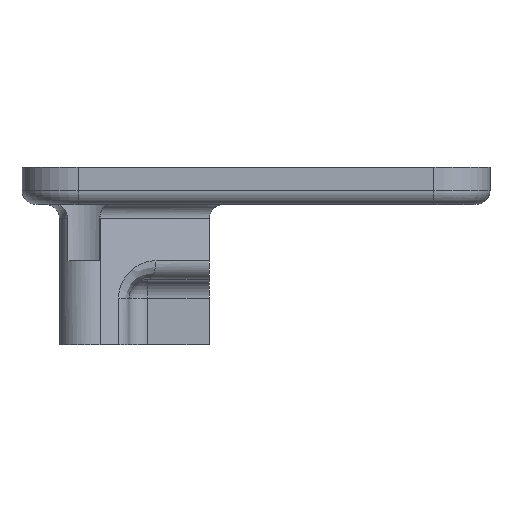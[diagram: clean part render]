
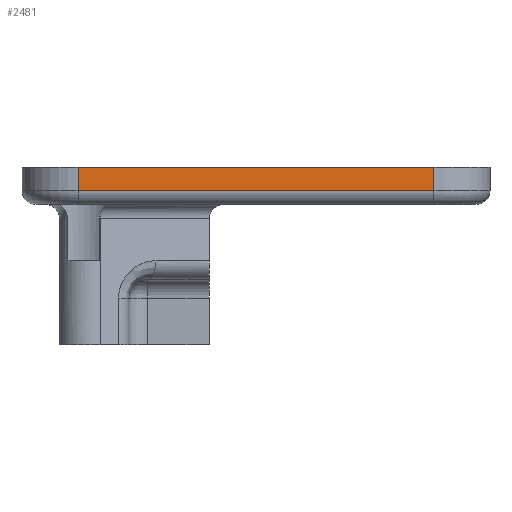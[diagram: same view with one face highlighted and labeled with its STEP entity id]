
A CAD part, left-side view. The second image highlights one B-rep face of the part: STEP entity #2481.
In plain terms, the highlighted planar face has unit normal (-1, 0, 0).
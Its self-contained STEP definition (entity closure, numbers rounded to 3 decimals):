
#105 = CYLINDRICAL_SURFACE('',#106,1.5);
#106 = AXIS2_PLACEMENT_3D('',#107,#108,#109);
#107 = CARTESIAN_POINT('',(-23.5,-19.,1.5));
#108 = DIRECTION('',(0.,1.,0.));
#109 = DIRECTION('',(0.,0.,-1.));
#796 = VERTEX_POINT('',#797);
#797 = CARTESIAN_POINT('',(-25.,19.,1.5));
#836 = CYLINDRICAL_SURFACE('',#837,6.);
#837 = AXIS2_PLACEMENT_3D('',#838,#839,#840);
#838 = CARTESIAN_POINT('',(-19.,19.,0.));
#839 = DIRECTION('',(0.,0.,1.));
#840 = DIRECTION('',(0.,1.,0.));
#908 = VERTEX_POINT('',#909);
#909 = CARTESIAN_POINT('',(-25.,-19.,1.5));
#931 = EDGE_CURVE('',#908,#796,#932,.T.);
#932 = SURFACE_CURVE('',#933,(#937,#944),.PCURVE_S1.);
#933 = LINE('',#934,#935);
#934 = CARTESIAN_POINT('',(-25.,-19.,1.5));
#935 = VECTOR('',#936,1.);
#936 = DIRECTION('',(0.,1.,0.));
#937 = PCURVE('',#105,#938);
#938 = DEFINITIONAL_REPRESENTATION('',(#939),#943);
#939 = LINE('',#940,#941);
#940 = CARTESIAN_POINT('',(1.571,0.));
#941 = VECTOR('',#942,1.);
#942 = DIRECTION('',(0.,1.));
#943 = ( GEOMETRIC_REPRESENTATION_CONTEXT(2) 
PARAMETRIC_REPRESENTATION_CONTEXT() REPRESENTATION_CONTEXT('2D SPACE',''
  ) );
#944 = PCURVE('',#945,#950);
#945 = PLANE('',#946);
#946 = AXIS2_PLACEMENT_3D('',#947,#948,#949);
#947 = CARTESIAN_POINT('',(-25.,-25.,0.));
#948 = DIRECTION('',(-1.,0.,0.));
#949 = DIRECTION('',(0.,1.,0.));
#950 = DEFINITIONAL_REPRESENTATION('',(#951),#955);
#951 = LINE('',#952,#953);
#952 = CARTESIAN_POINT('',(6.,-1.5));
#953 = VECTOR('',#954,1.);
#954 = DIRECTION('',(1.,0.));
#955 = ( GEOMETRIC_REPRESENTATION_CONTEXT(2) 
PARAMETRIC_REPRESENTATION_CONTEXT() REPRESENTATION_CONTEXT('2D SPACE',''
  ) );
#1058 = CYLINDRICAL_SURFACE('',#1059,6.);
#1059 = AXIS2_PLACEMENT_3D('',#1060,#1061,#1062);
#1060 = CARTESIAN_POINT('',(-19.,-19.,0.));
#1061 = DIRECTION('',(0.,0.,1.));
#1062 = DIRECTION('',(-1.,0.,0.));
#2344 = PLANE('',#2345);
#2345 = AXIS2_PLACEMENT_3D('',#2346,#2347,#2348);
#2346 = CARTESIAN_POINT('',(0.,1.302,4.));
#2347 = DIRECTION('',(0.,0.,1.));
#2348 = DIRECTION('',(1.,0.,0.));
#2383 = EDGE_CURVE('',#796,#2384,#2386,.T.);
#2384 = VERTEX_POINT('',#2385);
#2385 = CARTESIAN_POINT('',(-25.,19.,4.));
#2386 = SURFACE_CURVE('',#2387,(#2391,#2398),.PCURVE_S1.);
#2387 = LINE('',#2388,#2389);
#2388 = CARTESIAN_POINT('',(-25.,19.,0.));
#2389 = VECTOR('',#2390,1.);
#2390 = DIRECTION('',(0.,0.,1.));
#2391 = PCURVE('',#836,#2392);
#2392 = DEFINITIONAL_REPRESENTATION('',(#2393),#2397);
#2393 = LINE('',#2394,#2395);
#2394 = CARTESIAN_POINT('',(1.571,0.));
#2395 = VECTOR('',#2396,1.);
#2396 = DIRECTION('',(0.,1.));
#2397 = ( GEOMETRIC_REPRESENTATION_CONTEXT(2) 
PARAMETRIC_REPRESENTATION_CONTEXT() REPRESENTATION_CONTEXT('2D SPACE',''
  ) );
#2398 = PCURVE('',#945,#2399);
#2399 = DEFINITIONAL_REPRESENTATION('',(#2400),#2404);
#2400 = LINE('',#2401,#2402);
#2401 = CARTESIAN_POINT('',(44.,0.));
#2402 = VECTOR('',#2403,1.);
#2403 = DIRECTION('',(0.,-1.));
#2404 = ( GEOMETRIC_REPRESENTATION_CONTEXT(2) 
PARAMETRIC_REPRESENTATION_CONTEXT() REPRESENTATION_CONTEXT('2D SPACE',''
  ) );
#2481 = ADVANCED_FACE('',(#2482),#945,.T.);
#2482 = FACE_BOUND('',#2483,.T.);
#2483 = EDGE_LOOP('',(#2484,#2507,#2528,#2529));
#2484 = ORIENTED_EDGE('',*,*,#2485,.T.);
#2485 = EDGE_CURVE('',#908,#2486,#2488,.T.);
#2486 = VERTEX_POINT('',#2487);
#2487 = CARTESIAN_POINT('',(-25.,-19.,4.));
#2488 = SURFACE_CURVE('',#2489,(#2493,#2500),.PCURVE_S1.);
#2489 = LINE('',#2490,#2491);
#2490 = CARTESIAN_POINT('',(-25.,-19.,0.));
#2491 = VECTOR('',#2492,1.);
#2492 = DIRECTION('',(0.,0.,1.));
#2493 = PCURVE('',#945,#2494);
#2494 = DEFINITIONAL_REPRESENTATION('',(#2495),#2499);
#2495 = LINE('',#2496,#2497);
#2496 = CARTESIAN_POINT('',(6.,0.));
#2497 = VECTOR('',#2498,1.);
#2498 = DIRECTION('',(0.,-1.));
#2499 = ( GEOMETRIC_REPRESENTATION_CONTEXT(2) 
PARAMETRIC_REPRESENTATION_CONTEXT() REPRESENTATION_CONTEXT('2D SPACE',''
  ) );
#2500 = PCURVE('',#1058,#2501);
#2501 = DEFINITIONAL_REPRESENTATION('',(#2502),#2506);
#2502 = LINE('',#2503,#2504);
#2503 = CARTESIAN_POINT('',(0.,0.));
#2504 = VECTOR('',#2505,1.);
#2505 = DIRECTION('',(0.,1.));
#2506 = ( GEOMETRIC_REPRESENTATION_CONTEXT(2) 
PARAMETRIC_REPRESENTATION_CONTEXT() REPRESENTATION_CONTEXT('2D SPACE',''
  ) );
#2507 = ORIENTED_EDGE('',*,*,#2508,.T.);
#2508 = EDGE_CURVE('',#2486,#2384,#2509,.T.);
#2509 = SURFACE_CURVE('',#2510,(#2514,#2521),.PCURVE_S1.);
#2510 = LINE('',#2511,#2512);
#2511 = CARTESIAN_POINT('',(-25.,-25.,4.));
#2512 = VECTOR('',#2513,1.);
#2513 = DIRECTION('',(0.,1.,0.));
#2514 = PCURVE('',#945,#2515);
#2515 = DEFINITIONAL_REPRESENTATION('',(#2516),#2520);
#2516 = LINE('',#2517,#2518);
#2517 = CARTESIAN_POINT('',(0.,-4.));
#2518 = VECTOR('',#2519,1.);
#2519 = DIRECTION('',(1.,0.));
#2520 = ( GEOMETRIC_REPRESENTATION_CONTEXT(2) 
PARAMETRIC_REPRESENTATION_CONTEXT() REPRESENTATION_CONTEXT('2D SPACE',''
  ) );
#2521 = PCURVE('',#2344,#2522);
#2522 = DEFINITIONAL_REPRESENTATION('',(#2523),#2527);
#2523 = LINE('',#2524,#2525);
#2524 = CARTESIAN_POINT('',(-25.,-26.302));
#2525 = VECTOR('',#2526,1.);
#2526 = DIRECTION('',(0.,1.));
#2527 = ( GEOMETRIC_REPRESENTATION_CONTEXT(2) 
PARAMETRIC_REPRESENTATION_CONTEXT() REPRESENTATION_CONTEXT('2D SPACE',''
  ) );
#2528 = ORIENTED_EDGE('',*,*,#2383,.F.);
#2529 = ORIENTED_EDGE('',*,*,#931,.F.);
